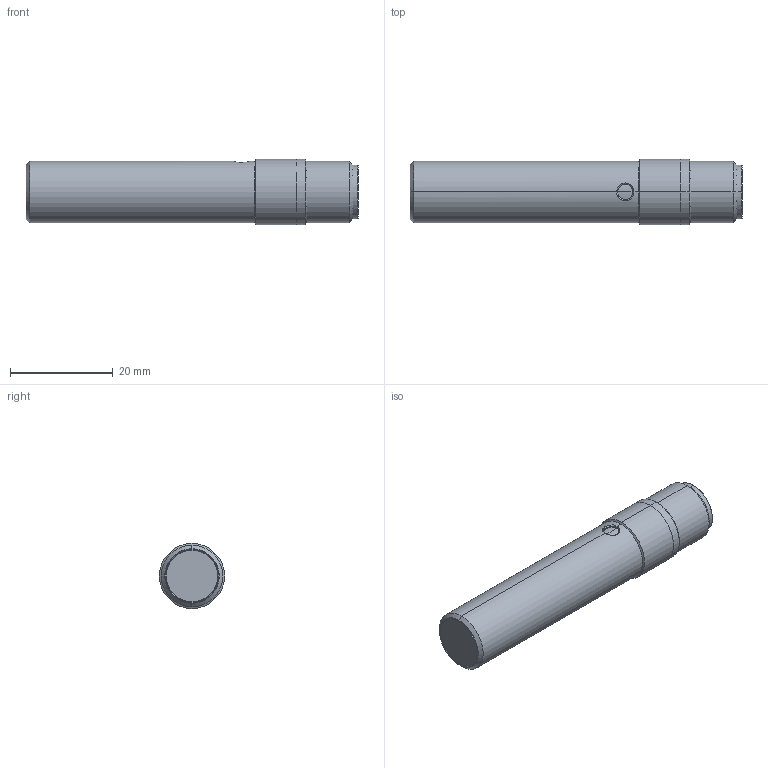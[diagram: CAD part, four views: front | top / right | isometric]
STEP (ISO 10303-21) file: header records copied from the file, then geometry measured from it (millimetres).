
FILE_DESCRIPTION (( 'STEP AP214' ), '1' );
FILE_NAME ('PFM1-BN-3H.step', '2018-04-12T20:33:10', ( '' ), ( '' ), 'SwSTEP 2.0', 'SolidWorks 2017', '' );
FILE_SCHEMA (( 'AUTOMOTIVE_DESIGN' ));
Length unit declared in the file: inch
Products named in the file (1): PFM1-BN-3H
Bounding box: 64.6 x 12.7 x 12.7 mm (x, y, z)
Volume: 6908.8 mm3; surface area: 3948.5 mm2
Topology: 3 solids, 3 shells, 70 faces, 158 edges, 94 vertices
Faces by surface type: cylinder 36, cone 14, bspline 10, plane 10
Entity records: 3731 total; most frequent: CARTESIAN_POINT 1491, DIRECTION 348, ORIENTED_EDGE 300, EDGE_CURVE 150, AXIS2_PLACEMENT_3D 149, VERTEX_POINT 94, CIRCLE 88, EDGE_LOOP 78
